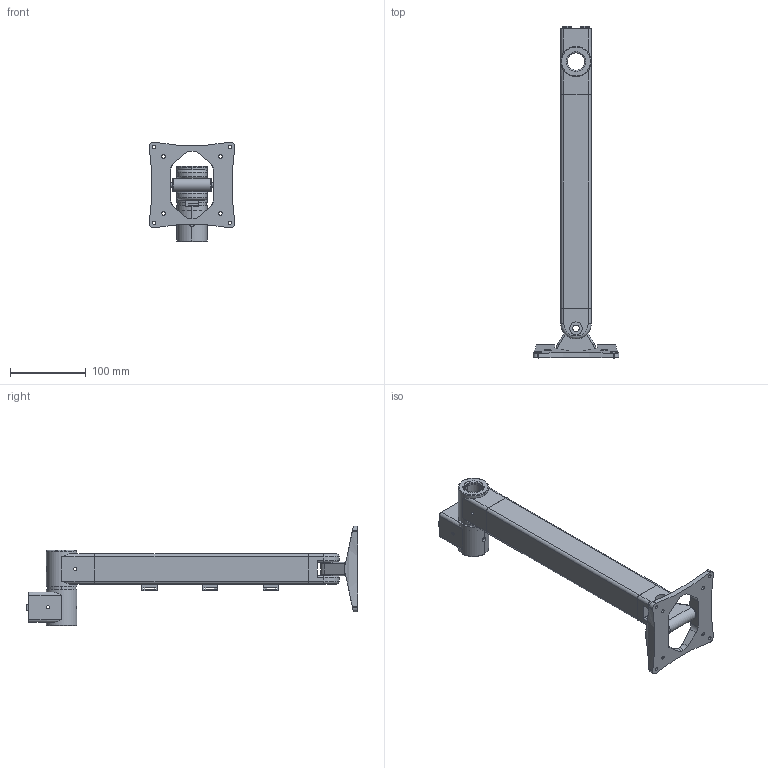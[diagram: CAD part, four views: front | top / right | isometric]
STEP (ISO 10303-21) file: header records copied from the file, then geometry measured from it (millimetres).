
FILE_DESCRIPTION(('STEP AP214'),'1');
FILE_NAME('cctmp_107506AD-F5B5-4EC3-AB72-893FABB32A8D_2019_11_6_15_3_17_13..stp','2019-11-06T14:03:17',('item Industrietechnik GmbH'),('CADClick - www.CADClick.com'),'Spatial InterOp 3D',' ','unknown authorization');
FILE_SCHEMA(('AUTOMOTIVE_DESIGN'));
Length unit declared in the file: millimetre
Products named in the file (14): item_0064944_Monitor Arm_A1=0_A2=0_A3=0
Assembly tree (13 placements, depth 2):
  (unnamed)
    item_0064944_Monitor Arm_A1=0_A2=0_A3=0
    item_0064944_Monitor Arm_A1=0_A2=0_A3=0
    item_0064944_Monitor Arm_A1=0_A2=0_A3=0
    item_0064944_Monitor Arm_A1=0_A2=0_A3=0
    item_0064944_Monitor Arm_A1=0_A2=0_A3=0
    item_0064944_Monitor Arm_A1=0_A2=0_A3=0
    item_0064944_Monitor Arm_A1=0_A2=0_A3=0
    item_0064944_Monitor Arm_A1=0_A2=0_A3=0
    item_0064944_Monitor Arm_A1=0_A2=0_A3=0
    item_0064944_Monitor Arm_A1=0_A2=0_A3=0
    item_0064944_Monitor Arm_A1=0_A2=0_A3=0
    item_0064944_Monitor Arm_A1=0_A2=0_A3=0
    item_0064944_Monitor Arm_A1=0_A2=0_A3=0
Bounding box: 113 x 438 x 131.5 mm (x, y, z)
Volume: 551620 mm3; surface area: 241932.3 mm2
Topology: 13 solids, 13 shells, 559 faces, 1522 edges, 1000 vertices
Faces by surface type: plane 266, cylinder 259, torus 22, cone 12
Entity records: 23485 total; most frequent: CARTESIAN_POINT 3909, DIRECTION 3170, ORIENTED_EDGE 3044, EDGE_CURVE 1522, AXIS2_PLACEMENT_3D 1125, VERTEX_POINT 1000, LINE 920, VECTOR 920
